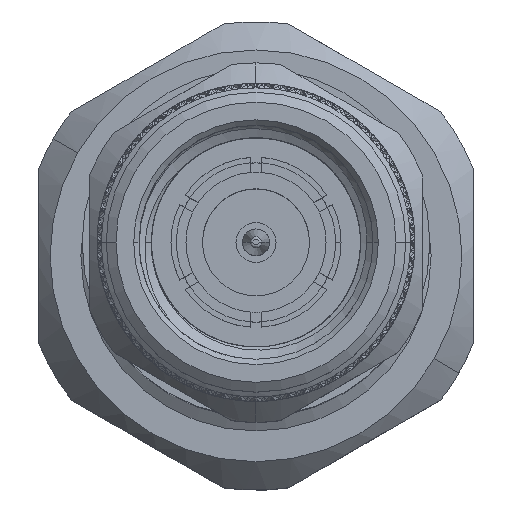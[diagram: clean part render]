
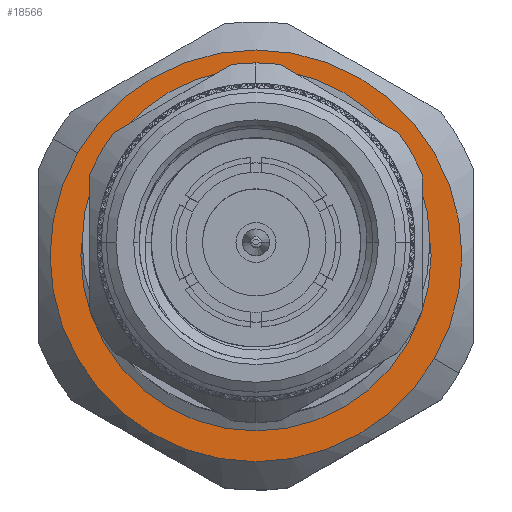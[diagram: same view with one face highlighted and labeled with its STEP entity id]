
A CAD part, top view. The second image highlights one B-rep face of the part: STEP entity #18566.
In plain terms, the highlighted face is planar.
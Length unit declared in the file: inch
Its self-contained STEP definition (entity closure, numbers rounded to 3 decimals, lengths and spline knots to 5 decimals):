
#402 = VERTEX_POINT ( 'NONE', #140579 ) ;
#6039 = AXIS2_PLACEMENT_3D ( 'NONE', #49083, #87209, #136844 ) ;
#6636 = ORIENTED_EDGE ( 'NONE', *, *, #57494, .F. ) ;
#7446 = DIRECTION ( 'NONE',  ( 0., 0., 1. ) ) ;
#10232 = DIRECTION ( 'NONE',  ( 0., 0., 1. ) ) ;
#15809 = AXIS2_PLACEMENT_3D ( 'NONE', #110559, #109750, #85402 ) ;
#18566 = ADVANCED_FACE ( 'NONE', ( #158659, #86978 ), #121238, .F. ) ;
#19145 = AXIS2_PLACEMENT_3D ( 'NONE', #138539, #27225, #7446 ) ;
#23456 = CIRCLE ( 'NONE', #114260, 0.38499 ) ;
#24224 = CARTESIAN_POINT ( 'NONE',  ( 0.67203, 0., 0.38499 ) ) ;
#25851 = CARTESIAN_POINT ( 'NONE',  ( 0.67203, 0., -0.32742 ) ) ;
#27225 = DIRECTION ( 'NONE',  ( 1., 0., 0. ) ) ;
#36189 = EDGE_CURVE ( 'NONE', #81447, #109013, #81414, .T. ) ;
#36973 = EDGE_CURVE ( 'NONE', #109013, #81447, #97053, .T. ) ;
#45098 = AXIS2_PLACEMENT_3D ( 'NONE', #66831, #143125, #55426 ) ;
#46766 = DIRECTION ( 'NONE',  ( -1., 0., 0. ) ) ;
#49083 = CARTESIAN_POINT ( 'NONE',  ( 0.67203, 0., 0. ) ) ;
#55426 = DIRECTION ( 'NONE',  ( 0., 0., 1. ) ) ;
#57494 = EDGE_CURVE ( 'NONE', #402, #124264, #23456, .T. ) ;
#66831 = CARTESIAN_POINT ( 'NONE',  ( 0.67203, 0., 0. ) ) ;
#70962 = CIRCLE ( 'NONE', #6039, 0.38499 ) ;
#74104 = EDGE_CURVE ( 'NONE', #124264, #402, #70962, .T. ) ;
#81414 = CIRCLE ( 'NONE', #45098, 0.32742 ) ;
#81447 = VERTEX_POINT ( 'NONE', #100829 ) ;
#83542 = EDGE_LOOP ( 'NONE', ( #129192, #6636 ) ) ;
#85402 = DIRECTION ( 'NONE',  ( 0., 0., 1. ) ) ;
#86978 = FACE_OUTER_BOUND ( 'NONE', #83542, .T. ) ;
#87209 = DIRECTION ( 'NONE',  ( -1., 0., 0. ) ) ;
#96285 = CARTESIAN_POINT ( 'NONE',  ( 0.67203, 0., 0. ) ) ;
#97053 = CIRCLE ( 'NONE', #19145, 0.32742 ) ;
#100829 = CARTESIAN_POINT ( 'NONE',  ( 0.67203, 0., 0.32742 ) ) ;
#103649 = ORIENTED_EDGE ( 'NONE', *, *, #36189, .F. ) ;
#109013 = VERTEX_POINT ( 'NONE', #25851 ) ;
#109750 = DIRECTION ( 'NONE',  ( -1., 0., 0. ) ) ;
#110559 = CARTESIAN_POINT ( 'NONE',  ( 0.67203, 0.38499, 0. ) ) ;
#114260 = AXIS2_PLACEMENT_3D ( 'NONE', #96285, #46766, #10232 ) ;
#121238 = PLANE ( 'NONE',  #15809 ) ;
#124264 = VERTEX_POINT ( 'NONE', #24224 ) ;
#129192 = ORIENTED_EDGE ( 'NONE', *, *, #74104, .F. ) ;
#136844 = DIRECTION ( 'NONE',  ( 0., 0., 1. ) ) ;
#138539 = CARTESIAN_POINT ( 'NONE',  ( 0.67203, 0., 0. ) ) ;
#140579 = CARTESIAN_POINT ( 'NONE',  ( 0.67203, 0., -0.38499 ) ) ;
#143125 = DIRECTION ( 'NONE',  ( 1., 0., 0. ) ) ;
#149609 = EDGE_LOOP ( 'NONE', ( #103649, #159537 ) ) ;
#158659 = FACE_BOUND ( 'NONE', #149609, .T. ) ;
#159537 = ORIENTED_EDGE ( 'NONE', *, *, #36973, .F. ) ;
